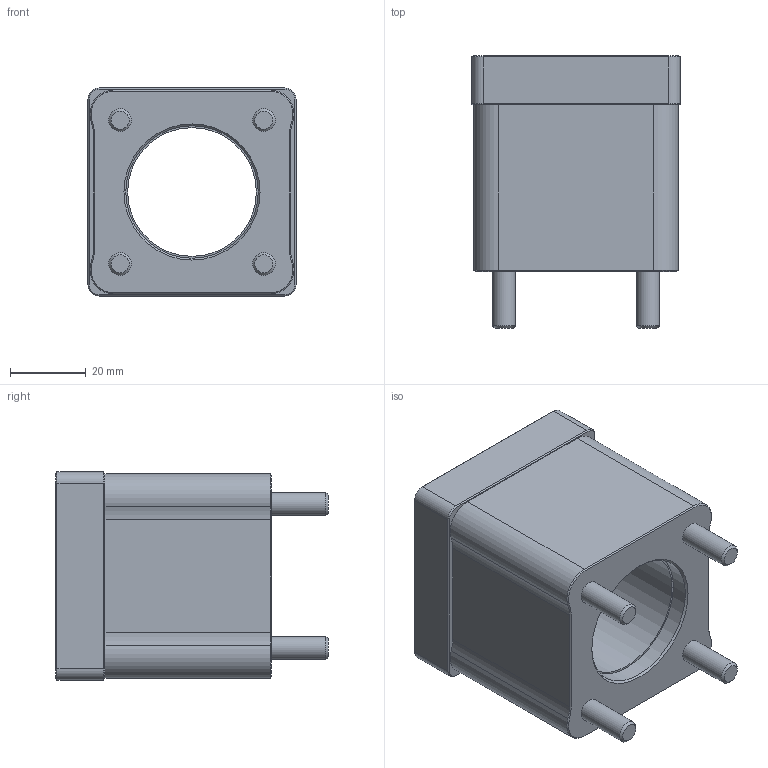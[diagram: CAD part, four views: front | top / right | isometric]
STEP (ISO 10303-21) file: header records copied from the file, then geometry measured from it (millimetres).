
FILE_DESCRIPTION(/* description */ (''),/* implementation_level */ '2;1');
FILE_NAME(/* name */ 'CAD_106390.stp',/* time_stamp */ '2020-01-28T08:29:01+01:00',/* author */ ('Hypex'),/* organization */ ('Hypex'),/* preprocessor_version */ 'ST-DEVELOPER v18',/* originating_system */ 'Autodesk Inventor 2020',/* authorisation */ '');
FILE_SCHEMA (('AUTOMOTIVE_DESIGN { 1 0 10303 214 3 1 1 }'));
Length unit declared in the file: millimetre
Products named in the file (1): CAD_74237
Bounding box: 55 x 72 x 55 mm (x, y, z)
Volume: 110138.9 mm3; surface area: 23826 mm2
Topology: 1 solids, 1 shells, 88 faces, 200 edges, 125 vertices
Faces by surface type: plane 33, cylinder 30, cone 25
Full cylindrical faces by diameter (mm): 4.134 x4, 6 x4, 34 x1, 35 x1
Entity records: 2530 total; most frequent: DIRECTION 463, CARTESIAN_POINT 438, ORIENTED_EDGE 400, EDGE_CURVE 200, AXIS2_PLACEMENT_3D 182, VERTEX_POINT 125, EDGE_LOOP 101, LINE 99
